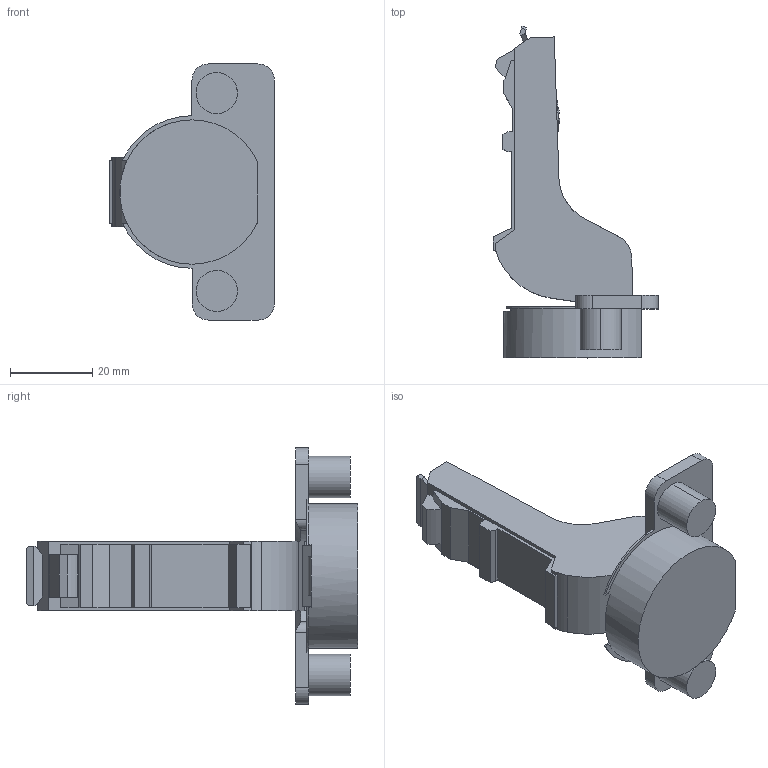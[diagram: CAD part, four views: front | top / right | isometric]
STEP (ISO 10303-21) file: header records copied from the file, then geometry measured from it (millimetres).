
FILE_DESCRIPTION((''),'2;1');
FILE_NAME('702-0DL1-SD3DCL','2022-11-09T08:28:25',('marino.prodan'),('Audax d.o.o.'),'CREO PARAMETRIC BY PTC INC, 2021304','CREO PARAMETRIC BY PTC INC, 2021304','');
FILE_SCHEMA(('AUTOMOTIVE_DESIGN { 1 0 10303 214 1 1 1 1 }'));
Length unit declared in the file: millimetre
Products named in the file (1): 702-0DL1-SD3DCL
Bounding box: 40.03 x 80.45 x 62.11 mm (x, y, z)
Volume: 29114 mm3; surface area: 14685.5 mm2
Topology: 1 solids, 1 shells, 232 faces, 661 edges, 444 vertices
Faces by surface type: plane 173, cylinder 49, cone 6, sphere 4
Entity records: 10155 total; most frequent: CARTESIAN_POINT 1595, ORIENTED_EDGE 1322, DIRECTION 1238, PRESENTATION_STYLE_ASSIGNMENT 662, STYLED_ITEM 662, CURVE_STYLE 661, EDGE_CURVE 661, VECTOR 496
